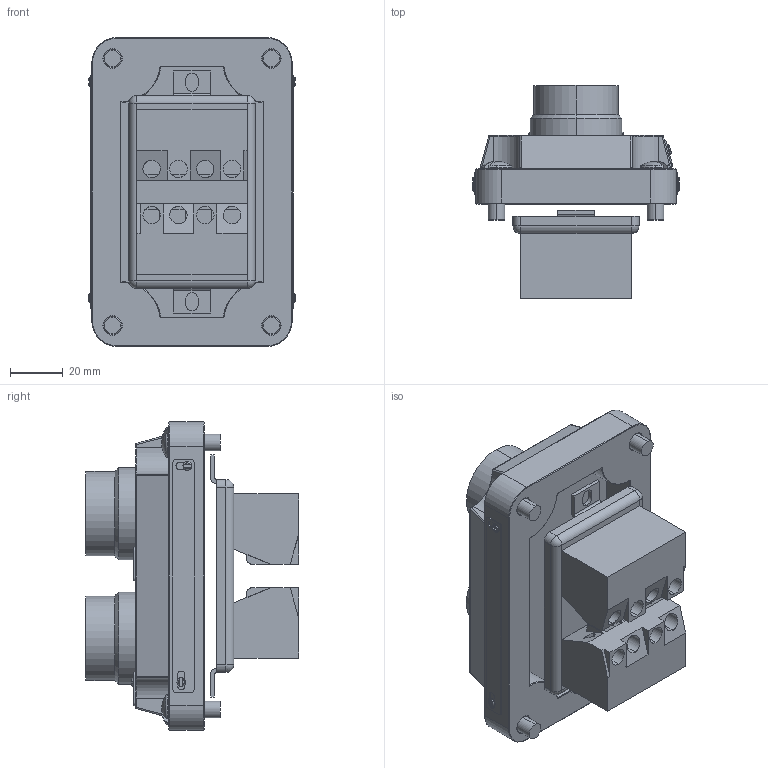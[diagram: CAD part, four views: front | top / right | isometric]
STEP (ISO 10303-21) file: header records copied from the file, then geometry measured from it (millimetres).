
FILE_DESCRIPTION (( 'STEP AP214' ), '1' );
FILE_NAME ('XCS-0B4-U.step', '2016-03-09T20:40:04', ( '' ), ( '' ), 'SwSTEP 2.0', 'SolidWorks 2015', '' );
FILE_SCHEMA (( 'AUTOMOTIVE_DESIGN' ));
Length unit declared in the file: millimetre
Products named in the file (1): XCS-0B4-U
Bounding box: 78.74 x 81.09 x 117.6 mm (x, y, z)
Volume: 245931.4 mm3; surface area: 69370.9 mm2
Topology: 13 solids, 13 shells, 559 faces, 1397 edges, 854 vertices
Faces by surface type: plane 222, cylinder 199, torus 80, bspline 24, cone 20, sphere 14
Entity records: 20836 total; most frequent: CARTESIAN_POINT 3809, DIRECTION 2882, ORIENTED_EDGE 2758, EDGE_CURVE 1379, AXIS2_PLACEMENT_3D 1111, VERTEX_POINT 850, VECTOR 660, LINE 660
